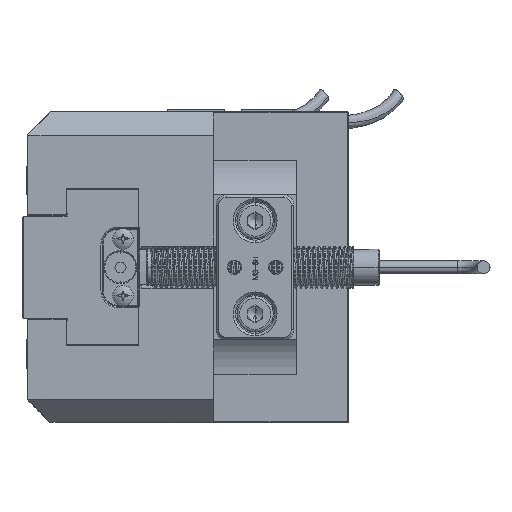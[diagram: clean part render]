
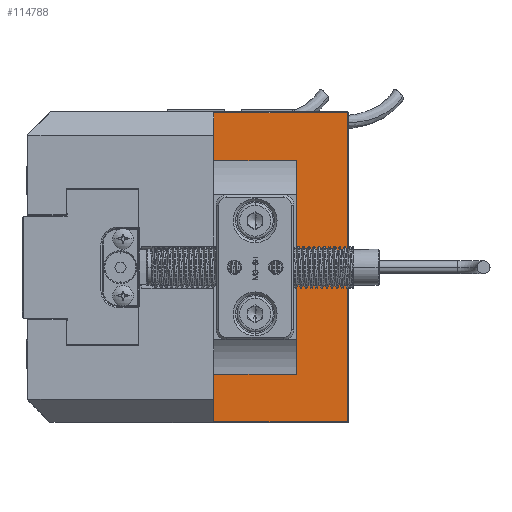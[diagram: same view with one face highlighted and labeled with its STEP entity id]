
A CAD part, left-side view. The second image highlights one B-rep face of the part: STEP entity #114788.
In plain terms, the highlighted planar face has unit normal (-1, 0, 0).
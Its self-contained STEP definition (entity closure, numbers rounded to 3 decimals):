
#6034 = VERTEX_POINT ( 'NONE', #42554 ) ;
#6403 = DIRECTION ( 'NONE',  ( 0., -1., 0. ) ) ;
#6975 = EDGE_CURVE ( 'NONE', #21033, #6034, #82254, .T. ) ;
#7965 = CARTESIAN_POINT ( 'NONE',  ( -50., 0.15, 29.85 ) ) ;
#8620 = ORIENTED_EDGE ( 'NONE', *, *, #35291, .T. ) ;
#9891 = VECTOR ( 'NONE', #65482, 1000. ) ;
#11264 = CARTESIAN_POINT ( 'NONE',  ( -50., 26., 20.614 ) ) ;
#14708 = CARTESIAN_POINT ( 'NONE',  ( -50., 0.15, -29.85 ) ) ;
#15585 = VECTOR ( 'NONE', #19376, 1000. ) ;
#17360 = LINE ( 'NONE', #99476, #111000 ) ;
#19376 = DIRECTION ( 'NONE',  ( 0., 0., 1. ) ) ;
#21033 = VERTEX_POINT ( 'NONE', #28676 ) ;
#23311 = DIRECTION ( 'NONE',  ( 0., -1., 0. ) ) ;
#26102 = CARTESIAN_POINT ( 'NONE',  ( -50., 0., 20.614 ) ) ;
#26561 = VERTEX_POINT ( 'NONE', #14708 ) ;
#28676 = CARTESIAN_POINT ( 'NONE',  ( -50., 10., 20.614 ) ) ;
#31474 = ORIENTED_EDGE ( 'NONE', *, *, #56380, .T. ) ;
#31828 = LINE ( 'NONE', #97958, #50239 ) ;
#32860 = LINE ( 'NONE', #98190, #81200 ) ;
#34591 = DIRECTION ( 'NONE',  ( 0., 1., 0. ) ) ;
#35291 = EDGE_CURVE ( 'NONE', #6034, #60468, #32860, .T. ) ;
#35928 = VECTOR ( 'NONE', #110994, 1000. ) ;
#36533 = EDGE_CURVE ( 'NONE', #86880, #26561, #41125, .T. ) ;
#41125 = LINE ( 'NONE', #69838, #62471 ) ;
#41913 = CARTESIAN_POINT ( 'NONE',  ( -50., 26., -20.614 ) ) ;
#42244 = EDGE_CURVE ( 'NONE', #26561, #72686, #81447, .T. ) ;
#42554 = CARTESIAN_POINT ( 'NONE',  ( -50., 10., -20.614 ) ) ;
#44814 = DIRECTION ( 'NONE',  ( 1., 0., 0. ) ) ;
#45399 = FACE_OUTER_BOUND ( 'NONE', #62748, .T. ) ;
#50239 = VECTOR ( 'NONE', #52205, 1000. ) ;
#50319 = AXIS2_PLACEMENT_3D ( 'NONE', #63886, #44814, #82192 ) ;
#50619 = CARTESIAN_POINT ( 'NONE',  ( -50., 26., -29.85 ) ) ;
#52205 = DIRECTION ( 'NONE',  ( 0., 1., 0. ) ) ;
#56380 = EDGE_CURVE ( 'NONE', #72686, #69739, #31828, .T. ) ;
#58293 = VERTEX_POINT ( 'NONE', #11264 ) ;
#60468 = VERTEX_POINT ( 'NONE', #41913 ) ;
#61131 = ORIENTED_EDGE ( 'NONE', *, *, #42244, .T. ) ;
#62471 = VECTOR ( 'NONE', #6403, 1000. ) ;
#62748 = EDGE_LOOP ( 'NONE', ( #101142, #107914, #90372, #8620, #116895, #93051, #61131, #31474 ) ) ;
#63499 = LINE ( 'NONE', #26102, #87684 ) ;
#63886 = CARTESIAN_POINT ( 'NONE',  ( -50., 0., -30. ) ) ;
#64915 = CARTESIAN_POINT ( 'NONE',  ( -50., 26., -30. ) ) ;
#65482 = DIRECTION ( 'NONE',  ( 0., 0., -1. ) ) ;
#66629 = LINE ( 'NONE', #64915, #15585 ) ;
#69739 = VERTEX_POINT ( 'NONE', #106906 ) ;
#69838 = CARTESIAN_POINT ( 'NONE',  ( -50., 0., -29.85 ) ) ;
#72686 = VERTEX_POINT ( 'NONE', #7965 ) ;
#73033 = PLANE ( 'NONE',  #50319 ) ;
#81200 = VECTOR ( 'NONE', #34591, 1000. ) ;
#81447 = LINE ( 'NONE', #103066, #35928 ) ;
#82192 = DIRECTION ( 'NONE',  ( 0., 0., -1. ) ) ;
#82254 = LINE ( 'NONE', #92931, #9891 ) ;
#86880 = VERTEX_POINT ( 'NONE', #50619 ) ;
#87684 = VECTOR ( 'NONE', #23311, 1000. ) ;
#88681 = EDGE_CURVE ( 'NONE', #58293, #21033, #63499, .T. ) ;
#90372 = ORIENTED_EDGE ( 'NONE', *, *, #6975, .T. ) ;
#92931 = CARTESIAN_POINT ( 'NONE',  ( -50., 10., 14. ) ) ;
#93051 = ORIENTED_EDGE ( 'NONE', *, *, #36533, .T. ) ;
#93367 = EDGE_CURVE ( 'NONE', #58293, #69739, #17360, .T. ) ;
#97958 = CARTESIAN_POINT ( 'NONE',  ( -50., 0., 29.85 ) ) ;
#98190 = CARTESIAN_POINT ( 'NONE',  ( -50., 0., -20.614 ) ) ;
#99476 = CARTESIAN_POINT ( 'NONE',  ( -50., 26., -30. ) ) ;
#101142 = ORIENTED_EDGE ( 'NONE', *, *, #93367, .F. ) ;
#103066 = CARTESIAN_POINT ( 'NONE',  ( -50., 0.15, -30. ) ) ;
#106906 = CARTESIAN_POINT ( 'NONE',  ( -50., 26., 29.85 ) ) ;
#107914 = ORIENTED_EDGE ( 'NONE', *, *, #88681, .T. ) ;
#108553 = DIRECTION ( 'NONE',  ( 0., 0., 1. ) ) ;
#110994 = DIRECTION ( 'NONE',  ( 0., 0., 1. ) ) ;
#111000 = VECTOR ( 'NONE', #108553, 1000. ) ;
#114788 = ADVANCED_FACE ( 'NONE', ( #45399 ), #73033, .F. ) ;
#115433 = EDGE_CURVE ( 'NONE', #86880, #60468, #66629, .T. ) ;
#116895 = ORIENTED_EDGE ( 'NONE', *, *, #115433, .F. ) ;
